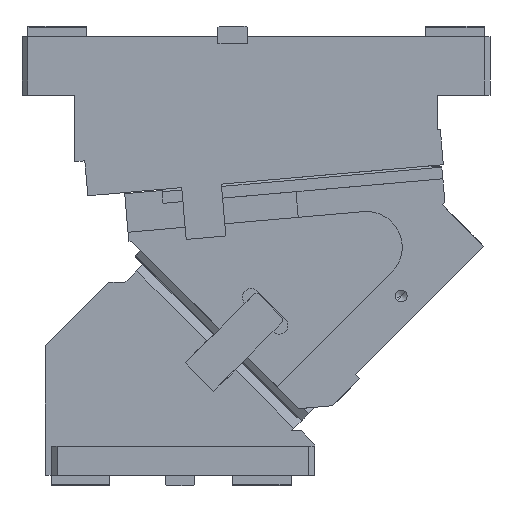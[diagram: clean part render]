
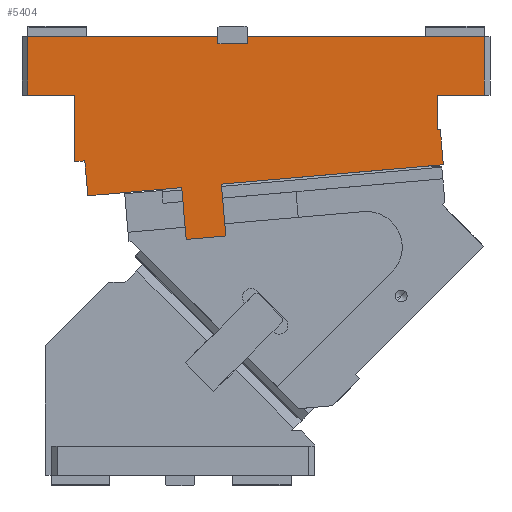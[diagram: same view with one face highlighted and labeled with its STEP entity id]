
A CAD part, front view. The second image highlights one B-rep face of the part: STEP entity #5404.
In plain terms, the highlighted planar face has unit normal (0, -1, 0).
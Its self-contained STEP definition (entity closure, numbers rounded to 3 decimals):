
#294=CARTESIAN_POINT('Vertex',(45.,-200.,-50.)) ;
#297=CARTESIAN_POINT('Line Origine',(25.,-200.,-50.)) ;
#301=CARTESIAN_POINT('Vertex',(5.,-200.,-50.)) ;
#386=CARTESIAN_POINT('Line Origine',(5.,-200.,-25.)) ;
#390=CARTESIAN_POINT('Vertex',(5.,-200.,0.)) ;
#1073=CARTESIAN_POINT('Vertex',(355.,-200.,-79.784)) ;
#1085=CARTESIAN_POINT('Vertex',(355.,-200.,-50.)) ;
#1088=CARTESIAN_POINT('Line Origine',(355.,-200.,-64.892)) ;
#1534=CARTESIAN_POINT('Vertex',(49.633,-200.,-106.5)) ;
#1537=CARTESIAN_POINT('Line Origine',(47.316,-200.,-106.5)) ;
#1541=CARTESIAN_POINT('Vertex',(45.,-200.,-106.5)) ;
#1565=CARTESIAN_POINT('Vertex',(53.671,-200.,-106.147)) ;
#1570=CARTESIAN_POINT('Line Origine',(51.652,-200.,-106.323)) ;
#1617=CARTESIAN_POINT('Vertex',(56.286,-200.,-136.033)) ;
#1620=CARTESIAN_POINT('Line Origine',(54.979,-200.,-121.09)) ;
#2205=CARTESIAN_POINT('Line Origine',(356.255,-200.,-79.674)) ;
#2209=CARTESIAN_POINT('Vertex',(357.511,-200.,-79.564)) ;
#3047=CARTESIAN_POINT('Vertex',(360.125,-200.,-109.45)) ;
#3050=CARTESIAN_POINT('Line Origine',(358.818,-200.,-94.507)) ;
#3080=CARTESIAN_POINT('Vertex',(174.229,-200.,-170.384)) ;
#3083=CARTESIAN_POINT('Line Origine',(157.293,-200.,-171.865)) ;
#3087=CARTESIAN_POINT('Vertex',(140.358,-200.,-173.347)) ;
#3111=CARTESIAN_POINT('Vertex',(170.35,-200.,-126.053)) ;
#3116=CARTESIAN_POINT('Line Origine',(172.289,-200.,-148.219)) ;
#3226=CARTESIAN_POINT('Line Origine',(138.419,-200.,-151.182)) ;
#3230=CARTESIAN_POINT('Vertex',(136.48,-200.,-129.016)) ;
#3452=CARTESIAN_POINT('Line Origine',(80.195,-200.,-133.941)) ;
#3456=CARTESIAN_POINT('Vertex',(104.103,-200.,-131.849)) ;
#3478=CARTESIAN_POINT('Line Origine',(265.238,-200.,-117.752)) ;
#3483=CARTESIAN_POINT('Line Origine',(120.291,-200.,-130.433)) ;
#4048=CARTESIAN_POINT('Vertex',(395.,-200.,0.)) ;
#4051=CARTESIAN_POINT('Line Origine',(395.,-200.,-25.)) ;
#4055=CARTESIAN_POINT('Vertex',(395.,-200.,-50.)) ;
#4836=CARTESIAN_POINT('Line Origine',(375.,-200.,-50.)) ;
#5035=CARTESIAN_POINT('Vertex',(192.5,-200.,0.)) ;
#5038=CARTESIAN_POINT('Line Origine',(293.75,-200.,0.)) ;
#5255=CARTESIAN_POINT('Vertex',(167.5,-200.,0.)) ;
#5258=CARTESIAN_POINT('Line Origine',(167.5,-200.,-3.)) ;
#5262=CARTESIAN_POINT('Vertex',(167.5,-200.,-6.)) ;
#5333=CARTESIAN_POINT('Vertex',(192.5,-200.,-6.)) ;
#5336=CARTESIAN_POINT('Line Origine',(192.5,-200.,-3.)) ;
#5353=CARTESIAN_POINT('Line Origine',(180.,-200.,-6.)) ;
#5365=CARTESIAN_POINT('Axis2P3D Location',(0.,-200.,0.)) ;
#5370=CARTESIAN_POINT('Line Origine',(86.25,-200.,0.)) ;
#5375=CARTESIAN_POINT('Line Origine',(45.,-200.,-78.25)) ;
#298=DIRECTION('Vector Direction',(1.,0.,0.)) ;
#387=DIRECTION('Vector Direction',(0.,0.,-1.)) ;
#1089=DIRECTION('Vector Direction',(0.,0.,1.)) ;
#1538=DIRECTION('Vector Direction',(1.,0.,0.)) ;
#1571=DIRECTION('Vector Direction',(-0.996,0.,-0.087)) ;
#1621=DIRECTION('Vector Direction',(0.087,0.,-0.996)) ;
#2206=DIRECTION('Vector Direction',(0.996,0.,0.087)) ;
#3051=DIRECTION('Vector Direction',(0.087,0.,-0.996)) ;
#3084=DIRECTION('Vector Direction',(0.996,0.,0.087)) ;
#3117=DIRECTION('Vector Direction',(-0.087,0.,0.996)) ;
#3227=DIRECTION('Vector Direction',(-0.087,0.,0.996)) ;
#3453=DIRECTION('Vector Direction',(0.996,0.,0.087)) ;
#3479=DIRECTION('Vector Direction',(-0.996,0.,-0.087)) ;
#3484=DIRECTION('Vector Direction',(-0.996,0.,-0.087)) ;
#4052=DIRECTION('Vector Direction',(0.,0.,1.)) ;
#4837=DIRECTION('Vector Direction',(-1.,0.,0.)) ;
#5039=DIRECTION('Vector Direction',(1.,0.,0.)) ;
#5259=DIRECTION('Vector Direction',(0.,0.,1.)) ;
#5337=DIRECTION('Vector Direction',(0.,0.,-1.)) ;
#5354=DIRECTION('Vector Direction',(1.,0.,0.)) ;
#5366=DIRECTION('Axis2P3D Direction',(0.,1.,0.)) ;
#5367=DIRECTION('Axis2P3D XDirection',(0.,0.,1.)) ;
#5371=DIRECTION('Vector Direction',(1.,0.,0.)) ;
#5376=DIRECTION('Vector Direction',(0.,0.,-1.)) ;
#5368=AXIS2_PLACEMENT_3D('Plane Axis2P3D',#5365,#5366,#5367) ;
#5381=ORIENTED_EDGE('',*,*,#5264,.T.) ;
#5382=ORIENTED_EDGE('',*,*,#5374,.F.) ;
#5383=ORIENTED_EDGE('',*,*,#392,.T.) ;
#5384=ORIENTED_EDGE('',*,*,#303,.T.) ;
#5385=ORIENTED_EDGE('',*,*,#5379,.T.) ;
#5386=ORIENTED_EDGE('',*,*,#1543,.T.) ;
#5387=ORIENTED_EDGE('',*,*,#1574,.F.) ;
#5388=ORIENTED_EDGE('',*,*,#1624,.T.) ;
#5389=ORIENTED_EDGE('',*,*,#3458,.T.) ;
#5390=ORIENTED_EDGE('',*,*,#3487,.T.) ;
#5391=ORIENTED_EDGE('',*,*,#3232,.F.) ;
#5392=ORIENTED_EDGE('',*,*,#3089,.T.) ;
#5393=ORIENTED_EDGE('',*,*,#3120,.T.) ;
#5394=ORIENTED_EDGE('',*,*,#3482,.T.) ;
#5395=ORIENTED_EDGE('',*,*,#3054,.T.) ;
#5396=ORIENTED_EDGE('',*,*,#2211,.T.) ;
#5397=ORIENTED_EDGE('',*,*,#1092,.T.) ;
#5398=ORIENTED_EDGE('',*,*,#4840,.F.) ;
#5399=ORIENTED_EDGE('',*,*,#4057,.T.) ;
#5400=ORIENTED_EDGE('',*,*,#5042,.F.) ;
#5401=ORIENTED_EDGE('',*,*,#5340,.T.) ;
#5402=ORIENTED_EDGE('',*,*,#5357,.F.) ;
#299=VECTOR('Line Direction',#298,1.) ;
#388=VECTOR('Line Direction',#387,1.) ;
#1090=VECTOR('Line Direction',#1089,1.) ;
#1539=VECTOR('Line Direction',#1538,1.) ;
#1572=VECTOR('Line Direction',#1571,1.) ;
#1622=VECTOR('Line Direction',#1621,1.) ;
#2207=VECTOR('Line Direction',#2206,1.) ;
#3052=VECTOR('Line Direction',#3051,1.) ;
#3085=VECTOR('Line Direction',#3084,1.) ;
#3118=VECTOR('Line Direction',#3117,1.) ;
#3228=VECTOR('Line Direction',#3227,1.) ;
#3454=VECTOR('Line Direction',#3453,1.) ;
#3480=VECTOR('Line Direction',#3479,1.) ;
#3485=VECTOR('Line Direction',#3484,1.) ;
#4053=VECTOR('Line Direction',#4052,1.) ;
#4838=VECTOR('Line Direction',#4837,1.) ;
#5040=VECTOR('Line Direction',#5039,1.) ;
#5260=VECTOR('Line Direction',#5259,1.) ;
#5338=VECTOR('Line Direction',#5337,1.) ;
#5355=VECTOR('Line Direction',#5354,1.) ;
#5372=VECTOR('Line Direction',#5371,1.) ;
#5377=VECTOR('Line Direction',#5376,1.) ;
#5404=ADVANCED_FACE('CAM HOLDER',(#5403),#5369,.F.) ;
#303=EDGE_CURVE('',#302,#295,#300,.T.) ;
#392=EDGE_CURVE('',#391,#302,#389,.T.) ;
#1092=EDGE_CURVE('',#1074,#1086,#1091,.T.) ;
#1543=EDGE_CURVE('',#1542,#1535,#1540,.T.) ;
#1574=EDGE_CURVE('',#1566,#1535,#1573,.T.) ;
#1624=EDGE_CURVE('',#1566,#1618,#1623,.T.) ;
#2211=EDGE_CURVE('',#2210,#1074,#2208,.F.) ;
#3054=EDGE_CURVE('',#3048,#2210,#3053,.F.) ;
#3089=EDGE_CURVE('',#3088,#3081,#3086,.T.) ;
#3120=EDGE_CURVE('',#3081,#3112,#3119,.T.) ;
#3232=EDGE_CURVE('',#3088,#3231,#3229,.T.) ;
#3458=EDGE_CURVE('',#1618,#3457,#3455,.T.) ;
#3482=EDGE_CURVE('',#3112,#3048,#3481,.F.) ;
#3487=EDGE_CURVE('',#3457,#3231,#3486,.F.) ;
#4057=EDGE_CURVE('',#4056,#4049,#4054,.T.) ;
#4840=EDGE_CURVE('',#4056,#1086,#4839,.T.) ;
#5042=EDGE_CURVE('',#5036,#4049,#5041,.T.) ;
#5264=EDGE_CURVE('',#5263,#5256,#5261,.T.) ;
#5340=EDGE_CURVE('',#5036,#5334,#5339,.T.) ;
#5357=EDGE_CURVE('',#5263,#5334,#5356,.T.) ;
#5374=EDGE_CURVE('',#391,#5256,#5373,.T.) ;
#5379=EDGE_CURVE('',#295,#1542,#5378,.T.) ;
#5380=EDGE_LOOP('',(#5381,#5382,#5383,#5384,#5385,#5386,#5387,#5388,#5389,#5390,#5391,#5392,#5393,#5394,#5395,#5396,#5397,#5398,#5399,#5400,#5401,#5402)) ;
#5403=FACE_OUTER_BOUND('',#5380,.T.) ;
#300=LINE('Line',#297,#299) ;
#389=LINE('Line',#386,#388) ;
#1091=LINE('Line',#1088,#1090) ;
#1540=LINE('Line',#1537,#1539) ;
#1573=LINE('Line',#1570,#1572) ;
#1623=LINE('Line',#1620,#1622) ;
#2208=LINE('Line',#2205,#2207) ;
#3053=LINE('Line',#3050,#3052) ;
#3086=LINE('Line',#3083,#3085) ;
#3119=LINE('Line',#3116,#3118) ;
#3229=LINE('Line',#3226,#3228) ;
#3455=LINE('Line',#3452,#3454) ;
#3481=LINE('Line',#3478,#3480) ;
#3486=LINE('Line',#3483,#3485) ;
#4054=LINE('Line',#4051,#4053) ;
#4839=LINE('Line',#4836,#4838) ;
#5041=LINE('Line',#5038,#5040) ;
#5261=LINE('Line',#5258,#5260) ;
#5339=LINE('Line',#5336,#5338) ;
#5356=LINE('Line',#5353,#5355) ;
#5373=LINE('Line',#5370,#5372) ;
#5378=LINE('Line',#5375,#5377) ;
#5369=PLANE('Plane',#5368) ;
#295=VERTEX_POINT('',#294) ;
#302=VERTEX_POINT('',#301) ;
#391=VERTEX_POINT('',#390) ;
#1074=VERTEX_POINT('',#1073) ;
#1086=VERTEX_POINT('',#1085) ;
#1535=VERTEX_POINT('',#1534) ;
#1542=VERTEX_POINT('',#1541) ;
#1566=VERTEX_POINT('',#1565) ;
#1618=VERTEX_POINT('',#1617) ;
#2210=VERTEX_POINT('',#2209) ;
#3048=VERTEX_POINT('',#3047) ;
#3081=VERTEX_POINT('',#3080) ;
#3088=VERTEX_POINT('',#3087) ;
#3112=VERTEX_POINT('',#3111) ;
#3231=VERTEX_POINT('',#3230) ;
#3457=VERTEX_POINT('',#3456) ;
#4049=VERTEX_POINT('',#4048) ;
#4056=VERTEX_POINT('',#4055) ;
#5036=VERTEX_POINT('',#5035) ;
#5256=VERTEX_POINT('',#5255) ;
#5263=VERTEX_POINT('',#5262) ;
#5334=VERTEX_POINT('',#5333) ;
